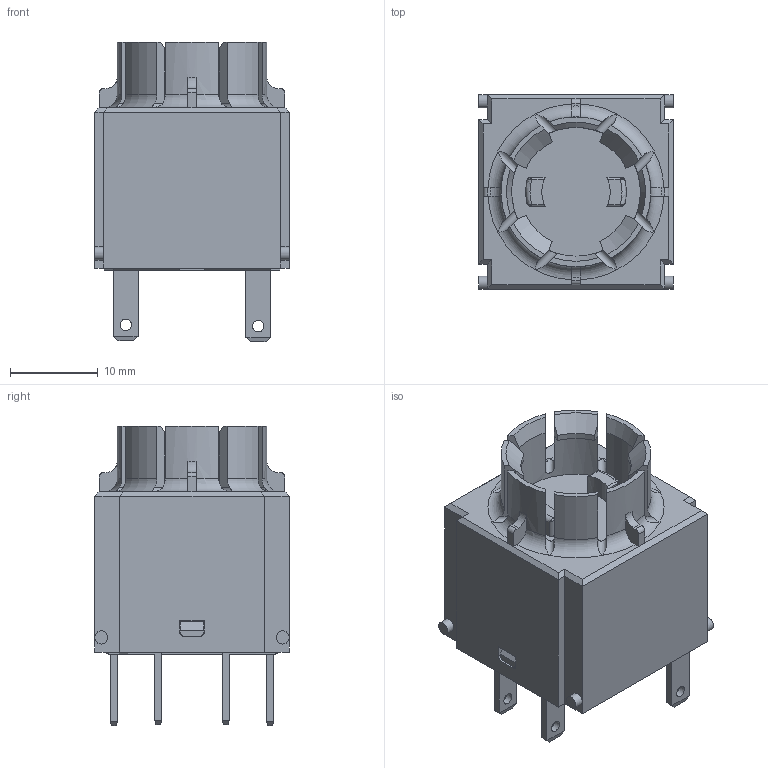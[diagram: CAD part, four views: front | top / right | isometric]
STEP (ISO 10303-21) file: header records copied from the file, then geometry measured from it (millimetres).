
FILE_DESCRIPTION(/* description */ (''),/* implementation_level */ '2;1');
FILE_NAME(/* name */ 'BF_ipt.stp',/* time_stamp */ '2015-08-10T10:28:28+02:00',/* author */ ('ahoffmann'),/* organization */ (''),/* preprocessor_version */ 'ST-DEVELOPER v15.2',/* originating_system */ 'Autodesk Inventor 2014',/* authorisation */ '');
FILE_SCHEMA (('AUTOMOTIVE_DESIGN { 1 0 10303 214 3 1 1 }'));
Length unit declared in the file: centimetre
Products named in the file (1): BF
Bounding box: 22.2 x 22.2 x 34.2 mm (x, y, z)
Volume: 9285.6 mm3; surface area: 4303 mm2
Topology: 1 solids, 1 shells, 1116 faces, 3214 edges, 2117 vertices
Faces by surface type: plane 1021, cylinder 57, torus 22, bspline 8, cone 8
Full cylindrical faces by diameter (mm): 1.3 x4, 1.5 x4, 14.7 x1
Entity records: 37660 total; most frequent: CARTESIAN_POINT 7415, ORIENTED_EDGE 6390, DIRECTION 5436, EDGE_CURVE 3195, LINE 2940, VECTOR 2940, VERTEX_POINT 2111, AXIS2_PLACEMENT_3D 1248
